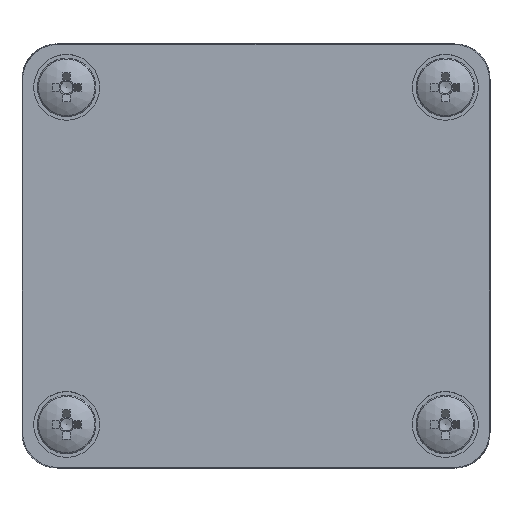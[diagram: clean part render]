
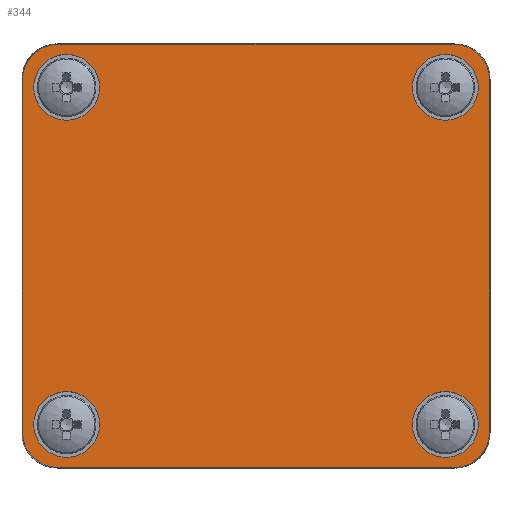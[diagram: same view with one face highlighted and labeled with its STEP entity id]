
A CAD part, top view. The second image highlights one B-rep face of the part: STEP entity #344.
In plain terms, the highlighted face is planar.
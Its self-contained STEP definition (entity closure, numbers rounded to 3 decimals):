
#7 = CARTESIAN_POINT ( 'NONE',  ( 28.913, -5., 27.113 ) ) ;
#18 = VERTEX_POINT ( 'NONE', #2650 ) ;
#38 = FACE_BOUND ( 'NONE', #1866, .T. ) ;
#41 = EDGE_CURVE ( 'NONE', #18, #2690, #2424, .T. ) ;
#51 = EDGE_LOOP ( 'NONE', ( #2621 ) ) ;
#83 = CARTESIAN_POINT ( 'NONE',  ( 23.05, -5., 25.9 ) ) ;
#94 = CARTESIAN_POINT ( 'NONE',  ( -28.913, -5., -27.113 ) ) ;
#95 = ORIENTED_EDGE ( 'NONE', *, *, #2332, .T. ) ;
#143 = CARTESIAN_POINT ( 'NONE',  ( -28.913, -5., 27.113 ) ) ;
#144 = CARTESIAN_POINT ( 'NONE',  ( 28.913, -5., -29.925 ) ) ;
#256 = ORIENTED_EDGE ( 'NONE', *, *, #2416, .F. ) ;
#270 = CARTESIAN_POINT ( 'NONE',  ( 28.913, -5., -27.113 ) ) ;
#282 = ORIENTED_EDGE ( 'NONE', *, *, #879, .T. ) ;
#300 = ORIENTED_EDGE ( 'NONE', *, *, #1864, .F. ) ;
#304 = CARTESIAN_POINT ( 'NONE',  ( 24.113, -5., -31.913 ) ) ;
#326 = ORIENTED_EDGE ( 'NONE', *, *, #1667, .F. ) ;
#329 = EDGE_CURVE ( 'NONE', #846, #846, #2096, .T. ) ;
#344 = ADVANCED_FACE ( 'NONE', ( #1945, #2540, #1647, #38, #465 ), #1030, .T. ) ;
#360 = CARTESIAN_POINT ( 'NONE',  ( 24.113, -5., 31.913 ) ) ;
#372 = CARTESIAN_POINT ( 'NONE',  ( -29., -5., 31.913 ) ) ;
#398 = AXIS2_PLACEMENT_3D ( 'NONE', #786, #1658, #1915 ) ;
#430 = DIRECTION ( 'NONE',  ( -1., 0., 0. ) ) ;
#442 = VECTOR ( 'NONE', #626, 1000. ) ;
#445 = CIRCLE ( 'NONE', #1537, 4.5 ) ;
#465 = FACE_OUTER_BOUND ( 'NONE', #1432, .T. ) ;
#522 = CARTESIAN_POINT ( 'NONE',  ( -26.925, -5., 31.913 ) ) ;
#537 = CARTESIAN_POINT ( 'NONE',  ( -28.913, -5., 29.925 ) ) ;
#541 = VECTOR ( 'NONE', #1272, 1000. ) ;
#626 = DIRECTION ( 'NONE',  ( 1., 0., 0. ) ) ;
#648 = DIRECTION ( 'NONE',  ( 0., 0., -1. ) ) ;
#661 = CARTESIAN_POINT ( 'NONE',  ( -24.113, -5., 31.913 ) ) ;
#702 = DIRECTION ( 'NONE',  ( 0., 0., -1. ) ) ;
#731 = DIRECTION ( 'NONE',  ( 0., -1., 0. ) ) ;
#741 = CARTESIAN_POINT ( 'NONE',  ( 0., -5., 0. ) ) ;
#783 = EDGE_LOOP ( 'NONE', ( #1007 ) ) ;
#786 = CARTESIAN_POINT ( 'NONE',  ( -23.05, -5., 25.9 ) ) ;
#792 =( BOUNDED_CURVE ( )  B_SPLINE_CURVE ( 3, ( #94, #2122, #2347, #1669 ),
 .UNSPECIFIED., .F., .T. ) 
 B_SPLINE_CURVE_WITH_KNOTS ( ( 4, 4 ),
 ( 5.498, 7.068 ),
 .UNSPECIFIED. ) 
 CURVE ( )  GEOMETRIC_REPRESENTATION_ITEM ( )  RATIONAL_B_SPLINE_CURVE ( ( 1., 0.805, 0.805, 1. ) ) 
 REPRESENTATION_ITEM ( '' )  );
#796 = VERTEX_POINT ( 'NONE', #2946 ) ;
#799 = AXIS2_PLACEMENT_3D ( 'NONE', #741, #2313, #2787 ) ;
#808 = CARTESIAN_POINT ( 'NONE',  ( 24.113, -5., -31.913 ) ) ;
#846 = VERTEX_POINT ( 'NONE', #2945 ) ;
#879 = EDGE_CURVE ( 'NONE', #1725, #1514, #792, .T. ) ;
#892 = AXIS2_PLACEMENT_3D ( 'NONE', #945, #2873, #1407 ) ;
#912 = CARTESIAN_POINT ( 'NONE',  ( 24.113, -5., 31.913 ) ) ;
#938 = VERTEX_POINT ( 'NONE', #1824 ) ;
#945 = CARTESIAN_POINT ( 'NONE',  ( -23.05, -5., -25.9 ) ) ;
#1007 = ORIENTED_EDGE ( 'NONE', *, *, #329, .F. ) ;
#1030 = PLANE ( 'NONE',  #799 ) ;
#1160 = CARTESIAN_POINT ( 'NONE',  ( 23.05, -5., -25.9 ) ) ;
#1186 = CARTESIAN_POINT ( 'NONE',  ( 26.925, -5., 31.913 ) ) ;
#1200 = DIRECTION ( 'NONE',  ( 0., 0., -1. ) ) ;
#1217 = EDGE_CURVE ( 'NONE', #2098, #2447, #1342, .T. ) ;
#1222 = LINE ( 'NONE', #2414, #541 ) ;
#1266 = ORIENTED_EDGE ( 'NONE', *, *, #2026, .T. ) ;
#1272 = DIRECTION ( 'NONE',  ( 0., 0., 1. ) ) ;
#1342 = LINE ( 'NONE', #372, #442 ) ;
#1407 = DIRECTION ( 'NONE',  ( 0., 0., -1. ) ) ;
#1413 = DIRECTION ( 'NONE',  ( 0., -1., 0. ) ) ;
#1432 = EDGE_LOOP ( 'NONE', ( #1801, #1266, #2754, #1711, #2431, #95, #256, #282 ) ) ;
#1490 = AXIS2_PLACEMENT_3D ( 'NONE', #1160, #731, #702 ) ;
#1514 = VERTEX_POINT ( 'NONE', #2724 ) ;
#1529 = EDGE_CURVE ( 'NONE', #1949, #1514, #2751, .T. ) ;
#1537 = AXIS2_PLACEMENT_3D ( 'NONE', #83, #1413, #1200 ) ;
#1570 = VERTEX_POINT ( 'NONE', #2734 ) ;
#1582 = EDGE_CURVE ( 'NONE', #1863, #1863, #2708, .T. ) ;
#1647 = FACE_BOUND ( 'NONE', #51, .T. ) ;
#1658 = DIRECTION ( 'NONE',  ( 0., -1., 0. ) ) ;
#1667 = EDGE_CURVE ( 'NONE', #1570, #1570, #445, .T. ) ;
#1669 = CARTESIAN_POINT ( 'NONE',  ( -24.113, -5., -31.913 ) ) ;
#1711 = ORIENTED_EDGE ( 'NONE', *, *, #2644, .T. ) ;
#1725 = VERTEX_POINT ( 'NONE', #2970 ) ;
#1794 =( BOUNDED_CURVE ( )  B_SPLINE_CURVE ( 3, ( #304, #1933, #144, #2645 ),
 .UNSPECIFIED., .F., .T. ) 
 B_SPLINE_CURVE_WITH_KNOTS ( ( 4, 4 ),
 ( 5.498, 7.068 ),
 .UNSPECIFIED. ) 
 CURVE ( )  GEOMETRIC_REPRESENTATION_ITEM ( )  RATIONAL_B_SPLINE_CURVE ( ( 1., 0.805, 0.805, 1. ) ) 
 REPRESENTATION_ITEM ( '' )  );
#1801 = ORIENTED_EDGE ( 'NONE', *, *, #1529, .F. ) ;
#1824 = CARTESIAN_POINT ( 'NONE',  ( 23.05, -5., -30.4 ) ) ;
#1863 = VERTEX_POINT ( 'NONE', #2780 ) ;
#1864 = EDGE_CURVE ( 'NONE', #938, #938, #2124, .T. ) ;
#1866 = EDGE_LOOP ( 'NONE', ( #326 ) ) ;
#1915 = DIRECTION ( 'NONE',  ( 0., 0., -1. ) ) ;
#1933 = CARTESIAN_POINT ( 'NONE',  ( 26.925, -5., -31.913 ) ) ;
#1945 = FACE_BOUND ( 'NONE', #2631, .T. ) ;
#1949 = VERTEX_POINT ( 'NONE', #808 ) ;
#2026 = EDGE_CURVE ( 'NONE', #1949, #2690, #1794, .T. ) ;
#2096 = CIRCLE ( 'NONE', #892, 4.5 ) ;
#2098 = VERTEX_POINT ( 'NONE', #661 ) ;
#2103 =( BOUNDED_CURVE ( )  B_SPLINE_CURVE ( 3, ( #7, #2799, #1186, #912 ),
 .UNSPECIFIED., .F., .T. ) 
 B_SPLINE_CURVE_WITH_KNOTS ( ( 4, 4 ),
 ( 5.498, 7.068 ),
 .UNSPECIFIED. ) 
 CURVE ( )  GEOMETRIC_REPRESENTATION_ITEM ( )  RATIONAL_B_SPLINE_CURVE ( ( 1., 0.805, 0.805, 1. ) ) 
 REPRESENTATION_ITEM ( '' )  );
#2122 = CARTESIAN_POINT ( 'NONE',  ( -28.913, -5., -29.925 ) ) ;
#2124 = CIRCLE ( 'NONE', #1490, 4.5 ) ;
#2132 = CARTESIAN_POINT ( 'NONE',  ( -24.113, -5., 31.913 ) ) ;
#2267 = VECTOR ( 'NONE', #430, 1000. ) ;
#2313 = DIRECTION ( 'NONE',  ( 0., -1., 0. ) ) ;
#2332 = EDGE_CURVE ( 'NONE', #2098, #796, #2744, .T. ) ;
#2347 = CARTESIAN_POINT ( 'NONE',  ( -26.925, -5., -31.913 ) ) ;
#2414 = CARTESIAN_POINT ( 'NONE',  ( -28.913, -5., 32. ) ) ;
#2416 = EDGE_CURVE ( 'NONE', #1725, #796, #1222, .T. ) ;
#2424 = LINE ( 'NONE', #2702, #2425 ) ;
#2425 = VECTOR ( 'NONE', #648, 1000. ) ;
#2431 = ORIENTED_EDGE ( 'NONE', *, *, #1217, .F. ) ;
#2447 = VERTEX_POINT ( 'NONE', #360 ) ;
#2507 = CARTESIAN_POINT ( 'NONE',  ( -29., -5., -31.913 ) ) ;
#2540 = FACE_BOUND ( 'NONE', #783, .T. ) ;
#2621 = ORIENTED_EDGE ( 'NONE', *, *, #1582, .F. ) ;
#2631 = EDGE_LOOP ( 'NONE', ( #300 ) ) ;
#2644 = EDGE_CURVE ( 'NONE', #18, #2447, #2103, .T. ) ;
#2645 = CARTESIAN_POINT ( 'NONE',  ( 28.913, -5., -27.113 ) ) ;
#2650 = CARTESIAN_POINT ( 'NONE',  ( 28.913, -5., 27.113 ) ) ;
#2690 = VERTEX_POINT ( 'NONE', #270 ) ;
#2702 = CARTESIAN_POINT ( 'NONE',  ( 28.913, -5., 32. ) ) ;
#2708 = CIRCLE ( 'NONE', #398, 4.5 ) ;
#2724 = CARTESIAN_POINT ( 'NONE',  ( -24.113, -5., -31.913 ) ) ;
#2734 = CARTESIAN_POINT ( 'NONE',  ( 23.05, -5., 21.4 ) ) ;
#2744 =( BOUNDED_CURVE ( )  B_SPLINE_CURVE ( 3, ( #2132, #522, #537, #143 ),
 .UNSPECIFIED., .F., .T. ) 
 B_SPLINE_CURVE_WITH_KNOTS ( ( 4, 4 ),
 ( 5.498, 7.068 ),
 .UNSPECIFIED. ) 
 CURVE ( )  GEOMETRIC_REPRESENTATION_ITEM ( )  RATIONAL_B_SPLINE_CURVE ( ( 1., 0.805, 0.805, 1. ) ) 
 REPRESENTATION_ITEM ( '' )  );
#2751 = LINE ( 'NONE', #2507, #2267 ) ;
#2754 = ORIENTED_EDGE ( 'NONE', *, *, #41, .F. ) ;
#2780 = CARTESIAN_POINT ( 'NONE',  ( -23.05, -5., 21.4 ) ) ;
#2787 = DIRECTION ( 'NONE',  ( 0., 0., -1. ) ) ;
#2799 = CARTESIAN_POINT ( 'NONE',  ( 28.913, -5., 29.925 ) ) ;
#2873 = DIRECTION ( 'NONE',  ( 0., -1., 0. ) ) ;
#2945 = CARTESIAN_POINT ( 'NONE',  ( -23.05, -5., -30.4 ) ) ;
#2946 = CARTESIAN_POINT ( 'NONE',  ( -28.913, -5., 27.113 ) ) ;
#2970 = CARTESIAN_POINT ( 'NONE',  ( -28.913, -5., -27.113 ) ) ;
